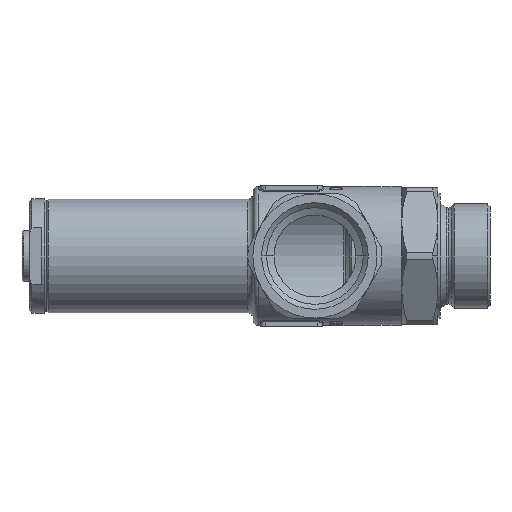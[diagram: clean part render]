
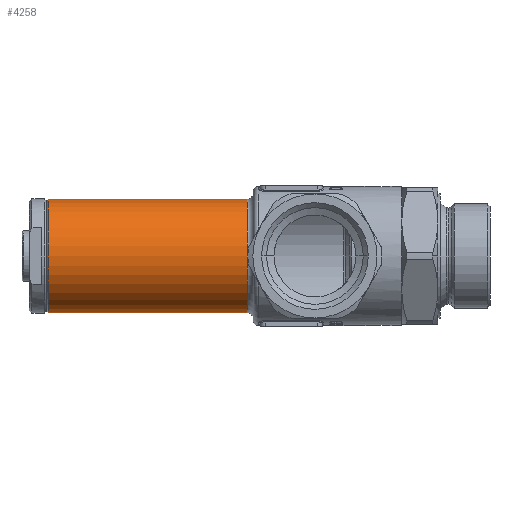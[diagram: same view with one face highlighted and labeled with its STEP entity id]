
A CAD part, left-side view. The second image highlights one B-rep face of the part: STEP entity #4258.
In plain terms, the highlighted cylindrical face has radius 22.9 mm (diameter 45.8 mm), a partial arc.
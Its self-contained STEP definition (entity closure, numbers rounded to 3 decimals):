
#85 = ORIENTED_EDGE ( 'NONE', *, *, #17373, .T. ) ;
#1379 = EDGE_CURVE ( 'NONE', #25781, #19004, #28221, .T. ) ;
#1516 = FACE_OUTER_BOUND ( 'NONE', #11772, .T. ) ;
#2844 = DIRECTION ( 'NONE',  ( 0., -1., 0. ) ) ;
#3365 = AXIS2_PLACEMENT_3D ( 'NONE', #6715, #22612, #8991 ) ;
#4068 = ORIENTED_EDGE ( 'NONE', *, *, #6693, .T. ) ;
#4258 = ADVANCED_FACE ( 'NONE', ( #1516 ), #28929, .T. ) ;
#5545 = VECTOR ( 'NONE', #10640, 1000. ) ;
#6077 = CARTESIAN_POINT ( 'NONE',  ( 0., 87.842, -22.9 ) ) ;
#6256 = LINE ( 'NONE', #21930, #5545 ) ;
#6693 = EDGE_CURVE ( 'NONE', #11789, #16204, #16496, .T. ) ;
#6715 = CARTESIAN_POINT ( 'NONE',  ( 0., 168.051, 0. ) ) ;
#7713 = CARTESIAN_POINT ( 'NONE',  ( 0., 168.551, 0. ) ) ;
#7900 = DIRECTION ( 'NONE',  ( 0., 0., -1. ) ) ;
#8991 = DIRECTION ( 'NONE',  ( 0., 0., 1. ) ) ;
#10640 = DIRECTION ( 'NONE',  ( 0., -1., 0. ) ) ;
#11662 = VECTOR ( 'NONE', #2844, 1000. ) ;
#11692 = CARTESIAN_POINT ( 'NONE',  ( 0., 87.842, 22.9 ) ) ;
#11714 = CARTESIAN_POINT ( 'NONE',  ( 0., 87.842, 0. ) ) ;
#11772 = EDGE_LOOP ( 'NONE', ( #16868, #24684, #85, #4068 ) ) ;
#11789 = VERTEX_POINT ( 'NONE', #6077 ) ;
#12376 = DIRECTION ( 'NONE',  ( 0., -1., 0. ) ) ;
#13998 = DIRECTION ( 'NONE',  ( 0., 0., -1. ) ) ;
#14705 = AXIS2_PLACEMENT_3D ( 'NONE', #11714, #27618, #13998 ) ;
#16204 = VERTEX_POINT ( 'NONE', #11692 ) ;
#16496 = CIRCLE ( 'NONE', #14705, 22.9 ) ;
#16868 = ORIENTED_EDGE ( 'NONE', *, *, #22880, .F. ) ;
#17373 = EDGE_CURVE ( 'NONE', #19004, #11789, #17694, .T. ) ;
#17694 = LINE ( 'NONE', #25537, #11662 ) ;
#18637 = CARTESIAN_POINT ( 'NONE',  ( 0., 168.051, 22.9 ) ) ;
#19004 = VERTEX_POINT ( 'NONE', #24300 ) ;
#21930 = CARTESIAN_POINT ( 'NONE',  ( 0., 168.551, 22.9 ) ) ;
#22612 = DIRECTION ( 'NONE',  ( 0., -1., 0. ) ) ;
#22880 = EDGE_CURVE ( 'NONE', #25781, #16204, #6256, .T. ) ;
#24127 = AXIS2_PLACEMENT_3D ( 'NONE', #7713, #12376, #7900 ) ;
#24300 = CARTESIAN_POINT ( 'NONE',  ( 0., 168.051, -22.9 ) ) ;
#24684 = ORIENTED_EDGE ( 'NONE', *, *, #1379, .T. ) ;
#25537 = CARTESIAN_POINT ( 'NONE',  ( 0., 168.551, -22.9 ) ) ;
#25781 = VERTEX_POINT ( 'NONE', #18637 ) ;
#27618 = DIRECTION ( 'NONE',  ( 0., 1., 0. ) ) ;
#28221 = CIRCLE ( 'NONE', #3365, 22.9 ) ;
#28929 = CYLINDRICAL_SURFACE ( 'NONE', #24127, 22.9 ) ;
